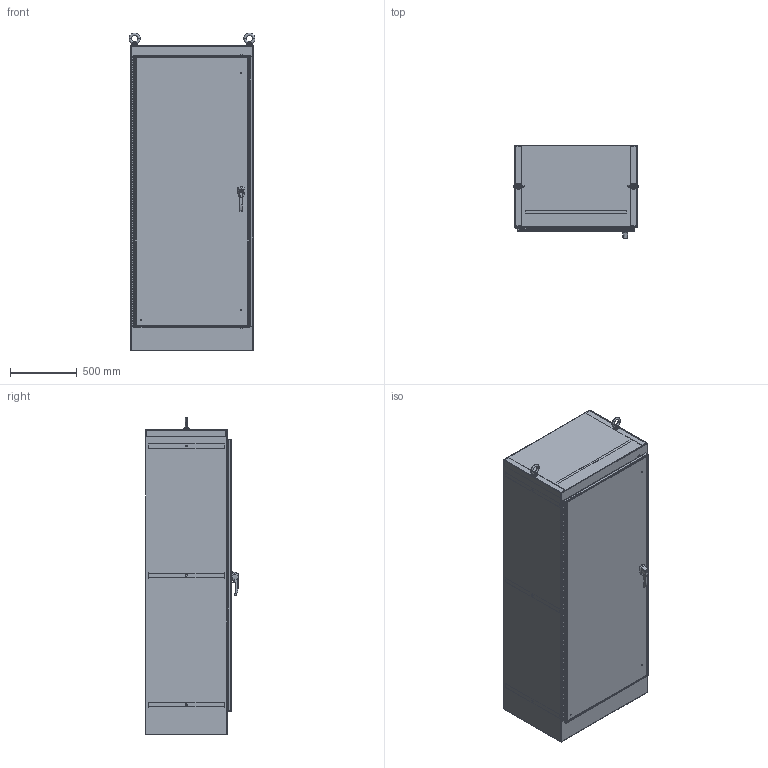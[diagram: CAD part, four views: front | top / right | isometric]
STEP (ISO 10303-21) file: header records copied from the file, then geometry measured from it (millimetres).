
FILE_DESCRIPTION (( 'STEP AP203' ), '1' );
FILE_NAME ('1418YY24_Default.step', '2019-11-03T00:45:22', ( '' ), ( '' ), 'SwSTEP 2.0', 'SolidWorks 2019', '' );
FILE_SCHEMA (( 'CONFIG_CONTROL_DESIGN' ));
Length unit declared in the file: inch
Products named in the file (1): 1418YY24_Default
Bounding box: 942.81 x 694.99 x 2380.31 mm (x, y, z)
Volume: 22586996 mm3; surface area: 18811683 mm2
Topology: 54 solids, 55 shells, 2636 faces, 7204 edges, 4684 vertices
Faces by surface type: cylinder 1339, plane 1132, cone 78, bspline 71, torus 16
Entity records: 96547 total; most frequent: CARTESIAN_POINT 28228, DIRECTION 14590, ORIENTED_EDGE 14380, EDGE_CURVE 7190, AXIS2_PLACEMENT_3D 5280, VERTEX_POINT 4684, LINE 4030, VECTOR 4030
